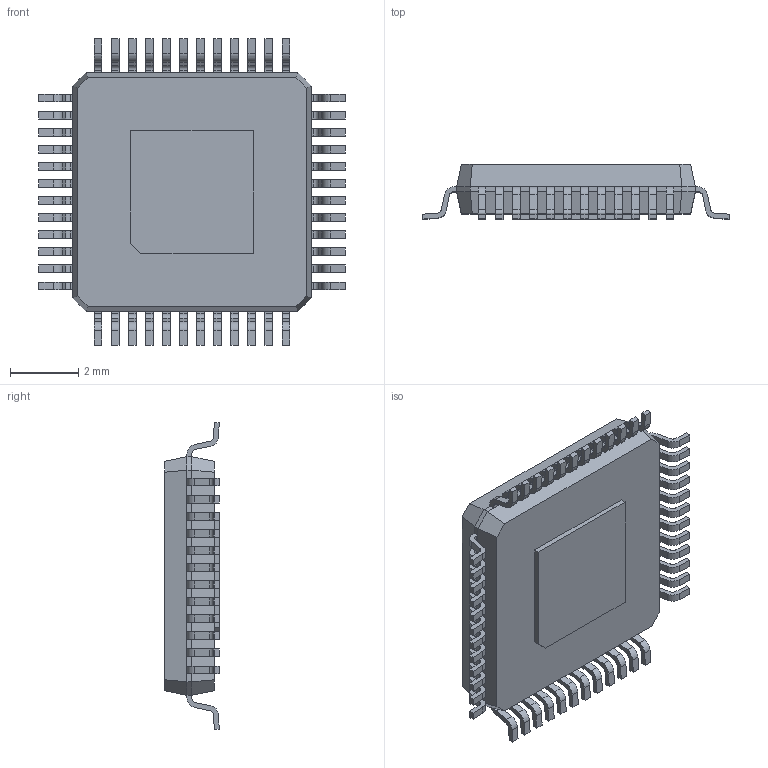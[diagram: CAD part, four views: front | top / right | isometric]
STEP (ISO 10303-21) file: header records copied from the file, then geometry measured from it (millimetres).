
FILE_DESCRIPTION (( 'STEP AP214' ), '1' );
FILE_NAME ('LTC3300ILXE-2#PBF.STEP', '2023-10-03T01:53:51', ( '' ), ( '' ), 'SwSTEP 2.0', 'SolidWorks 2021', '' );
FILE_SCHEMA (( 'AUTOMOTIVE_DESIGN' ));
Length unit declared in the file: millimetre
Products named in the file (1): LTC3300ILXE-2#PBF
Bounding box: 9 x 1.6 x 9 mm (x, y, z)
Volume: 72.4 mm3; surface area: 214.1 mm2
Topology: 51 solids, 51 shells, 712 faces, 1811 edges, 1202 vertices
Faces by surface type: plane 516, cylinder 196
Entity records: 21863 total; most frequent: CARTESIAN_POINT 3726, DIRECTION 3629, ORIENTED_EDGE 3622, EDGE_CURVE 1811, VECTOR 1419, LINE 1419, VERTEX_POINT 1202, AXIS2_PLACEMENT_3D 1105
